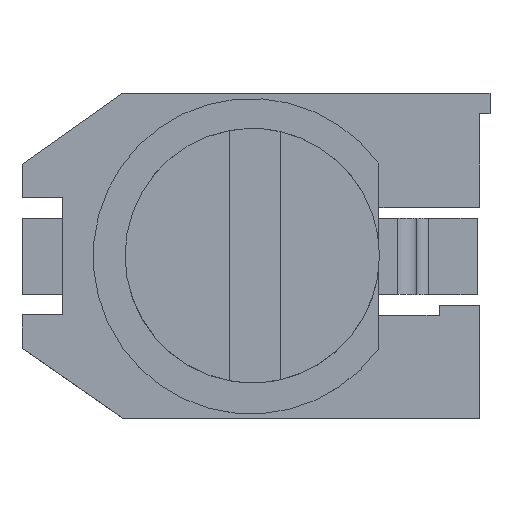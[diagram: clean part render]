
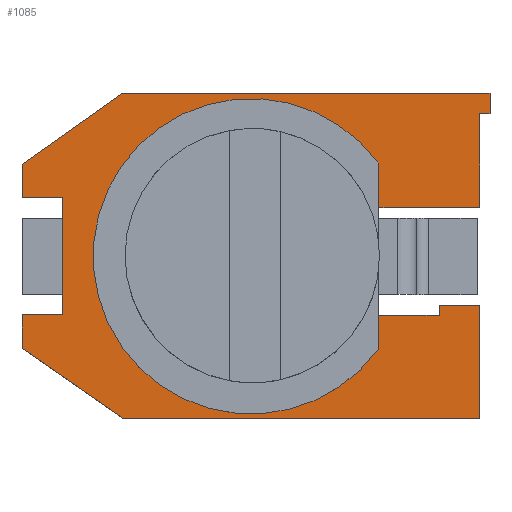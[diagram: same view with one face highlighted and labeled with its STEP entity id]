
A CAD part, top view. The second image highlights one B-rep face of the part: STEP entity #1085.
In plain terms, the highlighted planar face has unit normal (0, 0, 1).
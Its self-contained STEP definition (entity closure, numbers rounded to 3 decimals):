
#14 = ORIENTED_EDGE ( 'NONE', *, *, #2746, .T. ) ;
#33 = VERTEX_POINT ( 'NONE', #772 ) ;
#42 = DIRECTION ( 'NONE',  ( 0., 0., 1. ) ) ;
#66 = CARTESIAN_POINT ( 'NONE',  ( 0., 0., 0.9 ) ) ;
#88 = CARTESIAN_POINT ( 'NONE',  ( -1.85, -0.575, 0.9 ) ) ;
#92 = VERTEX_POINT ( 'NONE', #2094 ) ;
#143 = LINE ( 'NONE', #588, #739 ) ;
#148 = CARTESIAN_POINT ( 'NONE',  ( 1.85, -0.48, 0.9 ) ) ;
#180 = VERTEX_POINT ( 'NONE', #1704 ) ;
#206 = VECTOR ( 'NONE', #447, 1000. ) ;
#216 = VERTEX_POINT ( 'NONE', #1950 ) ;
#245 = VERTEX_POINT ( 'NONE', #407 ) ;
#251 = VECTOR ( 'NONE', #788, 1000. ) ;
#265 = EDGE_CURVE ( 'NONE', #2099, #1635, #143, .T. ) ;
#269 = DIRECTION ( 'NONE',  ( 0., 0., -1. ) ) ;
#276 = DIRECTION ( 'NONE',  ( -1., 0., 0. ) ) ;
#289 = DIRECTION ( 'NONE',  ( -0.817, -0.576, 0. ) ) ;
#296 = DIRECTION ( 'NONE',  ( 0., 1., 0. ) ) ;
#298 = CARTESIAN_POINT ( 'NONE',  ( -1.26, 1.603, 0.9 ) ) ;
#309 = FACE_OUTER_BOUND ( 'NONE', #867, .T. ) ;
#323 = DIRECTION ( 'NONE',  ( 0., 0., -1. ) ) ;
#336 = VERTEX_POINT ( 'NONE', #2698 ) ;
#342 = VERTEX_POINT ( 'NONE', #1360 ) ;
#390 = VECTOR ( 'NONE', #1209, 1000. ) ;
#394 = LINE ( 'NONE', #2393, #206 ) ;
#401 = VERTEX_POINT ( 'NONE', #1774 ) ;
#407 = CARTESIAN_POINT ( 'NONE',  ( -1.31, 0., 0.9 ) ) ;
#420 = CARTESIAN_POINT ( 'NONE',  ( -2.25, -0.905, 0.9 ) ) ;
#436 = VECTOR ( 'NONE', #276, 1000. ) ;
#447 = DIRECTION ( 'NONE',  ( 0., -1., 0. ) ) ;
#460 = CARTESIAN_POINT ( 'NONE',  ( -1.85, -0.575, 0.9 ) ) ;
#523 = EDGE_CURVE ( 'NONE', #33, #336, #933, .T. ) ;
#525 = VECTOR ( 'NONE', #296, 1000. ) ;
#526 = CIRCLE ( 'NONE', #748, 1.31 ) ;
#528 = CARTESIAN_POINT ( 'NONE',  ( 2.35, 1.403, 0.9 ) ) ;
#549 = CARTESIAN_POINT ( 'NONE',  ( 2.25, 1.403, 0.9 ) ) ;
#558 = EDGE_CURVE ( 'NONE', #2707, #2134, #738, .T. ) ;
#563 = ORIENTED_EDGE ( 'NONE', *, *, #2514, .T. ) ;
#581 = ORIENTED_EDGE ( 'NONE', *, *, #265, .T. ) ;
#588 = CARTESIAN_POINT ( 'NONE',  ( -1.85, 0., 0.9 ) ) ;
#609 = VECTOR ( 'NONE', #809, 1000. ) ;
#626 = CARTESIAN_POINT ( 'NONE',  ( -1.255, -1.597, 0.9 ) ) ;
#661 = ORIENTED_EDGE ( 'NONE', *, *, #1067, .T. ) ;
#671 = PLANE ( 'NONE',  #2792 ) ;
#676 = DIRECTION ( 'NONE',  ( 0., 1., 0. ) ) ;
#684 = CARTESIAN_POINT ( 'NONE',  ( 0., 0., 0.9 ) ) ;
#718 = LINE ( 'NONE', #2700, #797 ) ;
#726 = CARTESIAN_POINT ( 'NONE',  ( -2.25, 0.905, 0.9 ) ) ;
#728 = EDGE_CURVE ( 'NONE', #401, #342, #927, .T. ) ;
#738 = LINE ( 'NONE', #1645, #1303 ) ;
#739 = VECTOR ( 'NONE', #2631, 1000. ) ;
#740 = DIRECTION ( 'NONE',  ( 1., 0., 0. ) ) ;
#745 = LINE ( 'NONE', #549, #525 ) ;
#748 = AXIS2_PLACEMENT_3D ( 'NONE', #1703, #323, #740 ) ;
#772 = CARTESIAN_POINT ( 'NONE',  ( -1.26, 1.603, 0.9 ) ) ;
#788 = DIRECTION ( 'NONE',  ( 1., 0., 0. ) ) ;
#797 = VECTOR ( 'NONE', #1617, 1000. ) ;
#809 = DIRECTION ( 'NONE',  ( 0., -1., 0. ) ) ;
#822 = EDGE_CURVE ( 'NONE', #1632, #33, #1660, .T. ) ;
#826 = DIRECTION ( 'NONE',  ( -1., 0., 0. ) ) ;
#835 = EDGE_CURVE ( 'NONE', #92, #2099, #1670, .T. ) ;
#867 = EDGE_LOOP ( 'NONE', ( #581, #661, #2899, #1624, #2596, #2882, #869, #1026, #1149, #1174, #2484, #14, #563, #2785, #1957, #1348, #2148, #2269, #1953 ) ) ;
#869 = ORIENTED_EDGE ( 'NONE', *, *, #1401, .T. ) ;
#927 = LINE ( 'NONE', #1831, #1224 ) ;
#931 = EDGE_CURVE ( 'NONE', #2284, #2707, #394, .T. ) ;
#933 = LINE ( 'NONE', #726, #1964 ) ;
#1003 = EDGE_CURVE ( 'NONE', #1052, #401, #1511, .T. ) ;
#1013 = VERTEX_POINT ( 'NONE', #420 ) ;
#1026 = ORIENTED_EDGE ( 'NONE', *, *, #931, .T. ) ;
#1052 = VERTEX_POINT ( 'NONE', #1597 ) ;
#1067 = EDGE_CURVE ( 'NONE', #1635, #1543, #2280, .T. ) ;
#1080 = LINE ( 'NONE', #1320, #2886 ) ;
#1085 = ADVANCED_FACE ( 'NONE', ( #309 ), #671, .T. ) ;
#1124 = EDGE_CURVE ( 'NONE', #1013, #1052, #718, .T. ) ;
#1149 = ORIENTED_EDGE ( 'NONE', *, *, #558, .T. ) ;
#1174 = ORIENTED_EDGE ( 'NONE', *, *, #1254, .T. ) ;
#1209 = DIRECTION ( 'NONE',  ( 1., 0., 0. ) ) ;
#1224 = VECTOR ( 'NONE', #676, 1000. ) ;
#1254 = EDGE_CURVE ( 'NONE', #2134, #245, #526, .T. ) ;
#1303 = VECTOR ( 'NONE', #2544, 1000. ) ;
#1320 = CARTESIAN_POINT ( 'NONE',  ( 2.35, 1.603, 0.9 ) ) ;
#1348 = ORIENTED_EDGE ( 'NONE', *, *, #822, .T. ) ;
#1357 = CARTESIAN_POINT ( 'NONE',  ( 2.35, 1.603, 0.9 ) ) ;
#1360 = CARTESIAN_POINT ( 'NONE',  ( 2.25, -0.48, 0.9 ) ) ;
#1385 = CARTESIAN_POINT ( 'NONE',  ( 2.25, 0.48, 0.9 ) ) ;
#1401 = EDGE_CURVE ( 'NONE', #342, #2284, #2197, .T. ) ;
#1418 = LINE ( 'NONE', #1496, #609 ) ;
#1429 = DIRECTION ( 'NONE',  ( -1., 0., 0. ) ) ;
#1453 = VERTEX_POINT ( 'NONE', #1982 ) ;
#1496 = CARTESIAN_POINT ( 'NONE',  ( -2.25, 0.575, 0.9 ) ) ;
#1511 = LINE ( 'NONE', #626, #2398 ) ;
#1525 = DIRECTION ( 'NONE',  ( 1., 0., 0. ) ) ;
#1527 = DIRECTION ( 'NONE',  ( 0., 1., 0. ) ) ;
#1543 = VERTEX_POINT ( 'NONE', #2714 ) ;
#1597 = CARTESIAN_POINT ( 'NONE',  ( -1.255, -1.597, 0.9 ) ) ;
#1601 = VECTOR ( 'NONE', #826, 1000. ) ;
#1617 = DIRECTION ( 'NONE',  ( 0.821, -0.571, 0. ) ) ;
#1624 = ORIENTED_EDGE ( 'NONE', *, *, #1124, .T. ) ;
#1632 = VERTEX_POINT ( 'NONE', #1357 ) ;
#1635 = VERTEX_POINT ( 'NONE', #460 ) ;
#1645 = CARTESIAN_POINT ( 'NONE',  ( 1.85, -0.58, 0.9 ) ) ;
#1660 = LINE ( 'NONE', #298, #1737 ) ;
#1665 = DIRECTION ( 'NONE',  ( 1., 0., 0. ) ) ;
#1670 = LINE ( 'NONE', #2333, #390 ) ;
#1687 = DIRECTION ( 'NONE',  ( 0., -1., 0. ) ) ;
#1694 = CARTESIAN_POINT ( 'NONE',  ( 2.25, 0.48, 0.9 ) ) ;
#1703 = CARTESIAN_POINT ( 'NONE',  ( 0., 0., 0.9 ) ) ;
#1704 = CARTESIAN_POINT ( 'NONE',  ( 2.35, 1.403, 0.9 ) ) ;
#1722 = EDGE_CURVE ( 'NONE', #216, #180, #2571, .T. ) ;
#1737 = VECTOR ( 'NONE', #1429, 1000. ) ;
#1738 = EDGE_CURVE ( 'NONE', #1543, #1013, #1910, .T. ) ;
#1774 = CARTESIAN_POINT ( 'NONE',  ( 2.25, -1.597, 0.9 ) ) ;
#1831 = CARTESIAN_POINT ( 'NONE',  ( 2.25, -1.597, 0.9 ) ) ;
#1885 = AXIS2_PLACEMENT_3D ( 'NONE', #66, #269, #2444 ) ;
#1910 = LINE ( 'NONE', #1921, #1935 ) ;
#1921 = CARTESIAN_POINT ( 'NONE',  ( -2.25, -0.575, 0.9 ) ) ;
#1927 = EDGE_CURVE ( 'NONE', #245, #1453, #2364, .T. ) ;
#1935 = VECTOR ( 'NONE', #1687, 1000. ) ;
#1950 = CARTESIAN_POINT ( 'NONE',  ( 2.25, 1.403, 0.9 ) ) ;
#1953 = ORIENTED_EDGE ( 'NONE', *, *, #835, .T. ) ;
#1957 = ORIENTED_EDGE ( 'NONE', *, *, #2804, .T. ) ;
#1964 = VECTOR ( 'NONE', #289, 1000. ) ;
#1967 = VERTEX_POINT ( 'NONE', #1385 ) ;
#1982 = CARTESIAN_POINT ( 'NONE',  ( 1.219, 0.48, 0.9 ) ) ;
#2084 = CARTESIAN_POINT ( 'NONE',  ( 1.175, -0.58, 0.9 ) ) ;
#2094 = CARTESIAN_POINT ( 'NONE',  ( -2.25, 0.575, 0.9 ) ) ;
#2099 = VERTEX_POINT ( 'NONE', #2522 ) ;
#2134 = VERTEX_POINT ( 'NONE', #2084 ) ;
#2148 = ORIENTED_EDGE ( 'NONE', *, *, #523, .T. ) ;
#2149 = CARTESIAN_POINT ( 'NONE',  ( 1.85, -0.58, 0.9 ) ) ;
#2197 = LINE ( 'NONE', #2868, #1601 ) ;
#2204 = EDGE_CURVE ( 'NONE', #336, #92, #1418, .T. ) ;
#2269 = ORIENTED_EDGE ( 'NONE', *, *, #2204, .T. ) ;
#2280 = LINE ( 'NONE', #88, #436 ) ;
#2284 = VERTEX_POINT ( 'NONE', #148 ) ;
#2333 = CARTESIAN_POINT ( 'NONE',  ( -2.25, 0.575, 0.9 ) ) ;
#2364 = CIRCLE ( 'NONE', #1885, 1.31 ) ;
#2393 = CARTESIAN_POINT ( 'NONE',  ( 1.85, -0.48, 0.9 ) ) ;
#2395 = LINE ( 'NONE', #1694, #251 ) ;
#2398 = VECTOR ( 'NONE', #1525, 1000. ) ;
#2444 = DIRECTION ( 'NONE',  ( 1., 0., 0. ) ) ;
#2484 = ORIENTED_EDGE ( 'NONE', *, *, #1927, .T. ) ;
#2500 = DIRECTION ( 'NONE',  ( 1., 0., 0. ) ) ;
#2514 = EDGE_CURVE ( 'NONE', #1967, #216, #745, .T. ) ;
#2522 = CARTESIAN_POINT ( 'NONE',  ( -1.85, 0.575, 0.9 ) ) ;
#2544 = DIRECTION ( 'NONE',  ( -1., 0., 0. ) ) ;
#2571 = LINE ( 'NONE', #528, #2847 ) ;
#2596 = ORIENTED_EDGE ( 'NONE', *, *, #1003, .T. ) ;
#2631 = DIRECTION ( 'NONE',  ( 0., -1., 0. ) ) ;
#2698 = CARTESIAN_POINT ( 'NONE',  ( -2.25, 0.905, 0.9 ) ) ;
#2700 = CARTESIAN_POINT ( 'NONE',  ( -2.25, -0.905, 0.9 ) ) ;
#2707 = VERTEX_POINT ( 'NONE', #2149 ) ;
#2714 = CARTESIAN_POINT ( 'NONE',  ( -2.25, -0.575, 0.9 ) ) ;
#2746 = EDGE_CURVE ( 'NONE', #1453, #1967, #2395, .T. ) ;
#2785 = ORIENTED_EDGE ( 'NONE', *, *, #1722, .T. ) ;
#2792 = AXIS2_PLACEMENT_3D ( 'NONE', #684, #42, #2500 ) ;
#2804 = EDGE_CURVE ( 'NONE', #180, #1632, #1080, .T. ) ;
#2847 = VECTOR ( 'NONE', #1665, 1000. ) ;
#2868 = CARTESIAN_POINT ( 'NONE',  ( 2.25, -0.48, 0.9 ) ) ;
#2882 = ORIENTED_EDGE ( 'NONE', *, *, #728, .T. ) ;
#2886 = VECTOR ( 'NONE', #1527, 1000. ) ;
#2899 = ORIENTED_EDGE ( 'NONE', *, *, #1738, .T. ) ;
